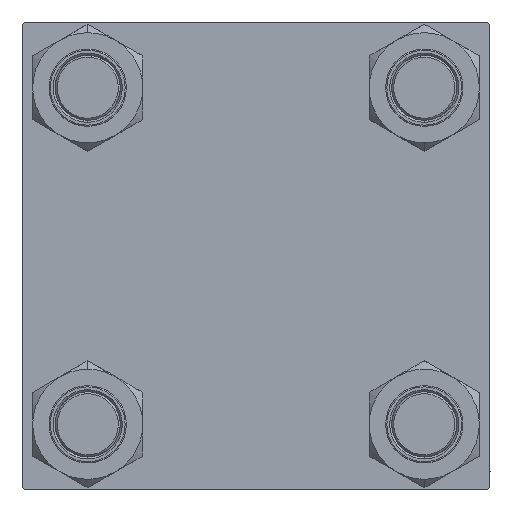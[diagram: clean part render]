
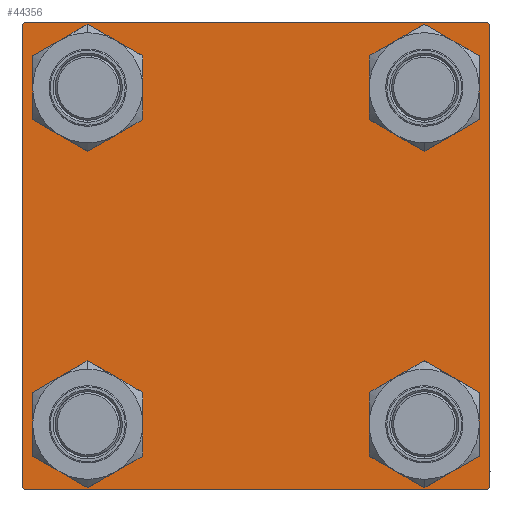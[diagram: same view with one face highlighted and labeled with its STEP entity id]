
A CAD part, left-side view. The second image highlights one B-rep face of the part: STEP entity #44356.
In plain terms, the highlighted planar face has unit normal (-1, 0, 0).
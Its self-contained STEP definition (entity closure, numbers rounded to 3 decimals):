
#1355 = DIRECTION ( 'NONE',  ( 0., 0., 1. ) ) ;
#1366 = EDGE_CURVE ( 'NONE', #14632, #42499, #16334, .T. ) ;
#1781 = EDGE_CURVE ( 'NONE', #46883, #9324, #16343, .T. ) ;
#1818 = DIRECTION ( 'NONE',  ( 1., 0., 0. ) ) ;
#2098 = VECTOR ( 'NONE', #50727, 1000. ) ;
#2301 = EDGE_CURVE ( 'NONE', #27227, #4487, #8039, .T. ) ;
#2399 = CARTESIAN_POINT ( 'NONE',  ( 0., -57.25, 57.25 ) ) ;
#2406 = CARTESIAN_POINT ( 'NONE',  ( 0., 41.35, -41.35 ) ) ;
#2790 = CARTESIAN_POINT ( 'NONE',  ( 0., 57., 57.5 ) ) ;
#2953 = CIRCLE ( 'NONE', #41865, 8.5 ) ;
#2971 = DIRECTION ( 'NONE',  ( 0., 0., 1. ) ) ;
#3075 = AXIS2_PLACEMENT_3D ( 'NONE', #33061, #29688, #45475 ) ;
#3192 = DIRECTION ( 'NONE',  ( 1., 0., 0. ) ) ;
#3280 = CARTESIAN_POINT ( 'NONE',  ( 0., 57.5, -57.5 ) ) ;
#3386 = CARTESIAN_POINT ( 'NONE',  ( 0., 57.5, 57.5 ) ) ;
#3710 = VERTEX_POINT ( 'NONE', #31891 ) ;
#4273 = EDGE_CURVE ( 'NONE', #22165, #19473, #17159, .T. ) ;
#4343 = LINE ( 'NONE', #40137, #25862 ) ;
#4487 = VERTEX_POINT ( 'NONE', #17851 ) ;
#5047 = VECTOR ( 'NONE', #11686, 1000. ) ;
#5145 = DIRECTION ( 'NONE',  ( 0., 0., 1. ) ) ;
#5699 = ORIENTED_EDGE ( 'NONE', *, *, #36111, .T. ) ;
#5962 = CARTESIAN_POINT ( 'NONE',  ( 0., -41.35, 41.35 ) ) ;
#6209 = CARTESIAN_POINT ( 'NONE',  ( 0., -57.25, -57.25 ) ) ;
#6275 = CARTESIAN_POINT ( 'NONE',  ( 0., 41.35, -49.85 ) ) ;
#6472 = LINE ( 'NONE', #6209, #26601 ) ;
#7052 = CARTESIAN_POINT ( 'NONE',  ( 0., 57.5, 57. ) ) ;
#7066 = FACE_BOUND ( 'NONE', #32947, .T. ) ;
#7289 = ORIENTED_EDGE ( 'NONE', *, *, #14048, .T. ) ;
#8039 = CIRCLE ( 'NONE', #21292, 8.5 ) ;
#8646 = EDGE_CURVE ( 'NONE', #4487, #27227, #33743, .T. ) ;
#8924 = CIRCLE ( 'NONE', #37906, 8.5 ) ;
#9324 = VERTEX_POINT ( 'NONE', #16480 ) ;
#9509 = CIRCLE ( 'NONE', #11994, 8.5 ) ;
#9640 = DIRECTION ( 'NONE',  ( 1., 0., 0. ) ) ;
#10708 = FACE_BOUND ( 'NONE', #13033, .T. ) ;
#10773 = VERTEX_POINT ( 'NONE', #14263 ) ;
#11217 = CARTESIAN_POINT ( 'NONE',  ( 0., 0., 0. ) ) ;
#11222 = AXIS2_PLACEMENT_3D ( 'NONE', #5962, #1818, #34491 ) ;
#11686 = DIRECTION ( 'NONE',  ( 0., 0., -1. ) ) ;
#11994 = AXIS2_PLACEMENT_3D ( 'NONE', #24863, #48154, #28232 ) ;
#12013 = EDGE_CURVE ( 'NONE', #31729, #22165, #42299, .T. ) ;
#12185 = AXIS2_PLACEMENT_3D ( 'NONE', #15135, #3192, #19278 ) ;
#12479 = VERTEX_POINT ( 'NONE', #22156 ) ;
#13033 = EDGE_LOOP ( 'NONE', ( #7289, #32706 ) ) ;
#14048 = EDGE_CURVE ( 'NONE', #30404, #17472, #8924, .T. ) ;
#14263 = CARTESIAN_POINT ( 'NONE',  ( 0., -41.35, 32.85 ) ) ;
#14344 = FACE_OUTER_BOUND ( 'NONE', #35786, .T. ) ;
#14632 = VERTEX_POINT ( 'NONE', #43430 ) ;
#14825 = CARTESIAN_POINT ( 'NONE',  ( 0., 41.35, 32.85 ) ) ;
#14857 = DIRECTION ( 'NONE',  ( 0., 0., 1. ) ) ;
#15135 = CARTESIAN_POINT ( 'NONE',  ( 0., 41.35, -41.35 ) ) ;
#15157 = CIRCLE ( 'NONE', #20956, 8.5 ) ;
#15172 = CARTESIAN_POINT ( 'NONE',  ( 0., -41.35, 41.35 ) ) ;
#16334 = CIRCLE ( 'NONE', #12185, 8.5 ) ;
#16343 = LINE ( 'NONE', #48459, #44456 ) ;
#16480 = CARTESIAN_POINT ( 'NONE',  ( 0., -57., 57.5 ) ) ;
#16859 = DIRECTION ( 'NONE',  ( 0., -1., 0. ) ) ;
#16971 = ORIENTED_EDGE ( 'NONE', *, *, #46700, .T. ) ;
#17159 = LINE ( 'NONE', #36604, #32966 ) ;
#17472 = VERTEX_POINT ( 'NONE', #34818 ) ;
#17851 = CARTESIAN_POINT ( 'NONE',  ( 0., 41.35, 49.85 ) ) ;
#18739 = PLANE ( 'NONE',  #50925 ) ;
#19278 = DIRECTION ( 'NONE',  ( 0., 0., 1. ) ) ;
#19473 = VERTEX_POINT ( 'NONE', #27446 ) ;
#19921 = DIRECTION ( 'NONE',  ( 0., 0.707, -0.707 ) ) ;
#20207 = LINE ( 'NONE', #36036, #5047 ) ;
#20496 = ORIENTED_EDGE ( 'NONE', *, *, #21911, .F. ) ;
#20774 = CARTESIAN_POINT ( 'NONE',  ( 0., -57.5, 57. ) ) ;
#20956 = AXIS2_PLACEMENT_3D ( 'NONE', #15172, #42906, #2971 ) ;
#21292 = AXIS2_PLACEMENT_3D ( 'NONE', #21566, #9640, #1355 ) ;
#21566 = CARTESIAN_POINT ( 'NONE',  ( 0., 41.35, 41.35 ) ) ;
#21911 = EDGE_CURVE ( 'NONE', #51219, #42307, #20207, .T. ) ;
#22156 = CARTESIAN_POINT ( 'NONE',  ( 0., -41.35, 49.85 ) ) ;
#22165 = VERTEX_POINT ( 'NONE', #51214 ) ;
#22220 = VECTOR ( 'NONE', #35045, 1000. ) ;
#22379 = DIRECTION ( 'NONE',  ( -1., 0., 0. ) ) ;
#22933 = CARTESIAN_POINT ( 'NONE',  ( 0., -57.5, -57. ) ) ;
#24863 = CARTESIAN_POINT ( 'NONE',  ( 0., -41.35, -41.35 ) ) ;
#25002 = DIRECTION ( 'NONE',  ( 1., 0., 0. ) ) ;
#25862 = VECTOR ( 'NONE', #19921, 1000. ) ;
#26019 = LINE ( 'NONE', #2399, #47546 ) ;
#26601 = VECTOR ( 'NONE', #41739, 1000. ) ;
#27227 = VERTEX_POINT ( 'NONE', #14825 ) ;
#27268 = ORIENTED_EDGE ( 'NONE', *, *, #1781, .F. ) ;
#27446 = CARTESIAN_POINT ( 'NONE',  ( 0., 57., -57.5 ) ) ;
#28104 = ORIENTED_EDGE ( 'NONE', *, *, #4273, .T. ) ;
#28232 = DIRECTION ( 'NONE',  ( 0., 0., 1. ) ) ;
#28779 = CARTESIAN_POINT ( 'NONE',  ( 0., -41.35, -41.35 ) ) ;
#29443 = CIRCLE ( 'NONE', #11222, 8.5 ) ;
#29688 = DIRECTION ( 'NONE',  ( 1., 0., 0. ) ) ;
#30266 = ORIENTED_EDGE ( 'NONE', *, *, #38996, .T. ) ;
#30404 = VERTEX_POINT ( 'NONE', #38946 ) ;
#31638 = EDGE_LOOP ( 'NONE', ( #42617, #42663 ) ) ;
#31729 = VERTEX_POINT ( 'NONE', #7052 ) ;
#31891 = CARTESIAN_POINT ( 'NONE',  ( 0., -57., -57.5 ) ) ;
#32135 = ORIENTED_EDGE ( 'NONE', *, *, #8646, .T. ) ;
#32706 = ORIENTED_EDGE ( 'NONE', *, *, #45051, .T. ) ;
#32947 = EDGE_LOOP ( 'NONE', ( #46884, #16971 ) ) ;
#32966 = VECTOR ( 'NONE', #36090, 1000. ) ;
#33052 = ORIENTED_EDGE ( 'NONE', *, *, #2301, .T. ) ;
#33061 = CARTESIAN_POINT ( 'NONE',  ( 0., 41.35, 41.35 ) ) ;
#33743 = CIRCLE ( 'NONE', #3075, 8.5 ) ;
#34491 = DIRECTION ( 'NONE',  ( 0., 0., 1. ) ) ;
#34818 = CARTESIAN_POINT ( 'NONE',  ( 0., -41.35, -49.85 ) ) ;
#35045 = DIRECTION ( 'NONE',  ( 0., 0., -1. ) ) ;
#35782 = DIRECTION ( 'NONE',  ( 1., 0., 0. ) ) ;
#35786 = EDGE_LOOP ( 'NONE', ( #51058, #28104, #49004, #5699, #20496, #43418, #27268, #30266 ) ) ;
#36036 = CARTESIAN_POINT ( 'NONE',  ( 0., -57.5, 57.5 ) ) ;
#36090 = DIRECTION ( 'NONE',  ( 0., -0.707, -0.707 ) ) ;
#36111 = EDGE_CURVE ( 'NONE', #3710, #42307, #6472, .T. ) ;
#36604 = CARTESIAN_POINT ( 'NONE',  ( 0., 57.25, -57.25 ) ) ;
#37906 = AXIS2_PLACEMENT_3D ( 'NONE', #28779, #35782, #5145 ) ;
#38822 = LINE ( 'NONE', #3280, #2098 ) ;
#38946 = CARTESIAN_POINT ( 'NONE',  ( 0., -41.35, -32.85 ) ) ;
#38996 = EDGE_CURVE ( 'NONE', #46883, #31729, #4343, .T. ) ;
#40137 = CARTESIAN_POINT ( 'NONE',  ( 0., 57.25, 57.25 ) ) ;
#40592 = EDGE_CURVE ( 'NONE', #10773, #12479, #15157, .T. ) ;
#40808 = DIRECTION ( 'NONE',  ( 0., 0., 1. ) ) ;
#41739 = DIRECTION ( 'NONE',  ( 0., -0.707, 0.707 ) ) ;
#41825 = FACE_BOUND ( 'NONE', #31638, .T. ) ;
#41865 = AXIS2_PLACEMENT_3D ( 'NONE', #2406, #25002, #40808 ) ;
#42299 = LINE ( 'NONE', #3386, #22220 ) ;
#42307 = VERTEX_POINT ( 'NONE', #22933 ) ;
#42499 = VERTEX_POINT ( 'NONE', #6275 ) ;
#42617 = ORIENTED_EDGE ( 'NONE', *, *, #45777, .T. ) ;
#42663 = ORIENTED_EDGE ( 'NONE', *, *, #40592, .T. ) ;
#42906 = DIRECTION ( 'NONE',  ( 1., 0., 0. ) ) ;
#43418 = ORIENTED_EDGE ( 'NONE', *, *, #43476, .T. ) ;
#43430 = CARTESIAN_POINT ( 'NONE',  ( 0., 41.35, -32.85 ) ) ;
#43476 = EDGE_CURVE ( 'NONE', #51219, #9324, #26019, .T. ) ;
#44356 = ADVANCED_FACE ( 'NONE', ( #41825, #10708, #7066, #45956, #14344 ), #18739, .T. ) ;
#44456 = VECTOR ( 'NONE', #16859, 1000. ) ;
#45051 = EDGE_CURVE ( 'NONE', #17472, #30404, #9509, .T. ) ;
#45313 = EDGE_CURVE ( 'NONE', #19473, #3710, #38822, .T. ) ;
#45475 = DIRECTION ( 'NONE',  ( 0., 0., 1. ) ) ;
#45777 = EDGE_CURVE ( 'NONE', #12479, #10773, #29443, .T. ) ;
#45956 = FACE_BOUND ( 'NONE', #50825, .T. ) ;
#46700 = EDGE_CURVE ( 'NONE', #42499, #14632, #2953, .T. ) ;
#46883 = VERTEX_POINT ( 'NONE', #2790 ) ;
#46884 = ORIENTED_EDGE ( 'NONE', *, *, #1366, .T. ) ;
#47546 = VECTOR ( 'NONE', #50354, 1000. ) ;
#48154 = DIRECTION ( 'NONE',  ( 1., 0., 0. ) ) ;
#48459 = CARTESIAN_POINT ( 'NONE',  ( 0., 57.5, 57.5 ) ) ;
#49004 = ORIENTED_EDGE ( 'NONE', *, *, #45313, .T. ) ;
#50354 = DIRECTION ( 'NONE',  ( 0., 0.707, 0.707 ) ) ;
#50727 = DIRECTION ( 'NONE',  ( 0., -1., 0. ) ) ;
#50825 = EDGE_LOOP ( 'NONE', ( #32135, #33052 ) ) ;
#50925 = AXIS2_PLACEMENT_3D ( 'NONE', #11217, #22379, #14857 ) ;
#51058 = ORIENTED_EDGE ( 'NONE', *, *, #12013, .T. ) ;
#51214 = CARTESIAN_POINT ( 'NONE',  ( 0., 57.5, -57. ) ) ;
#51219 = VERTEX_POINT ( 'NONE', #20774 ) ;
